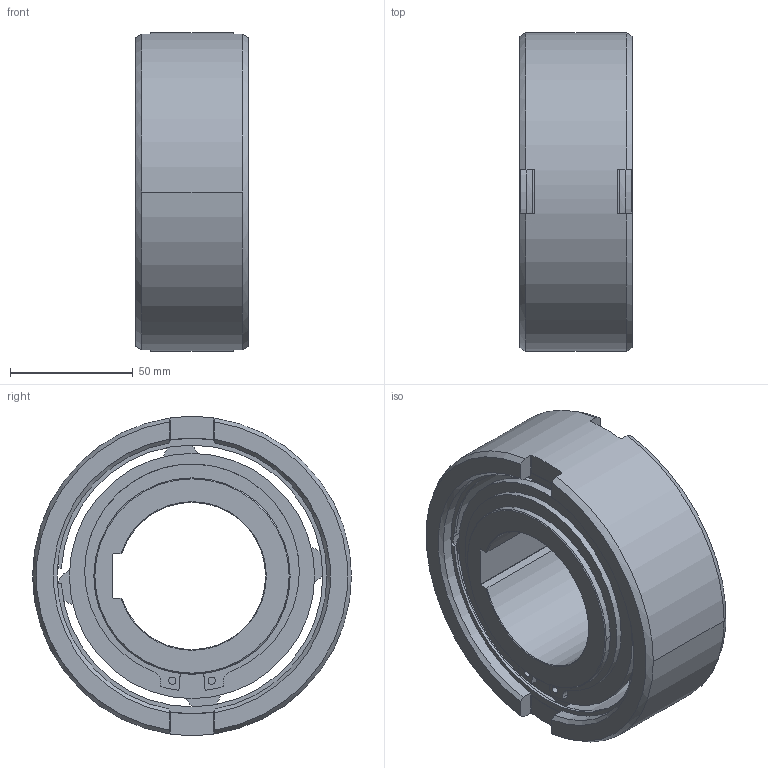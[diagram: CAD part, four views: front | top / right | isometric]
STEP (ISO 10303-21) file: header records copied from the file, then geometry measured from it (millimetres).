
FILE_DESCRIPTION((''),'2;1');
FILE_NAME('_CGS_TEMP_IGS','2023-05-22T',('SYSTEM'),(''),'PRO/ENGINEER BY PARAMETRIC TECHNOLOGY CORPORATION, 2016360','PRO/ENGINEER BY PARAMETRIC TECHNOLOGY CORPORATION, 2016360','');
FILE_SCHEMA(('AUTOMOTIVE_DESIGN { 1 0 10303 214 1 1 1 1 }'));
Length unit declared in the file: inch
Products named in the file (1): _CGS_TEMP_IGS
Bounding box: 46 x 130 x 129.87 mm (x, y, z)
Volume: 347411.7 mm3; surface area: 92759.8 mm2
Topology: 22 solids, 22 shells, 366 faces, 906 edges, 588 vertices
Faces by surface type: cylinder 125, plane 111, cone 66, bspline 48, torus 16
Entity records: 20817 total; most frequent: CARTESIAN_POINT 12099, ORIENTED_EDGE 1780, DIRECTION 1764, EDGE_CURVE 890, AXIS2_PLACEMENT_3D 736, VERTEX_POINT 588, CIRCLE 418, EDGE_LOOP 398
